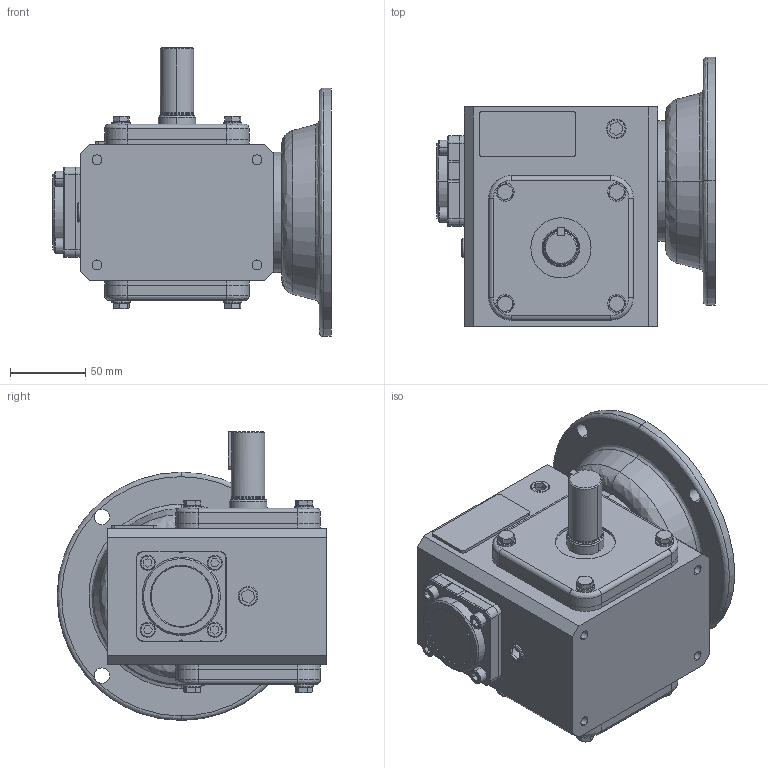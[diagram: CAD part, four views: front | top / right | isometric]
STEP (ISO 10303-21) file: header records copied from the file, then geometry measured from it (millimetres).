
FILE_DESCRIPTION (( 'STEP AP214' ), '1' );
FILE_NAME ('WG-175-015-L.step', '2017-11-20T19:11:01', ( '' ), ( '' ), 'SwSTEP 2.0', 'SolidWorks 2017', '' );
FILE_SCHEMA (( 'AUTOMOTIVE_DESIGN' ));
Length unit declared in the file: inch
Products named in the file (1): WG-175-015-L
Bounding box: 185 x 179.32 x 192 mm (x, y, z)
Volume: 2160646.5 mm3; surface area: 236403.5 mm2
Topology: 43 solids, 43 shells, 613 faces, 1362 edges, 868 vertices
Faces by surface type: plane 312, cylinder 172, cone 105, bspline 24
Entity records: 18115 total; most frequent: CARTESIAN_POINT 3952, DIRECTION 2867, ORIENTED_EDGE 2724, EDGE_CURVE 1362, AXIS2_PLACEMENT_3D 1069, VERTEX_POINT 868, LINE 729, VECTOR 729
